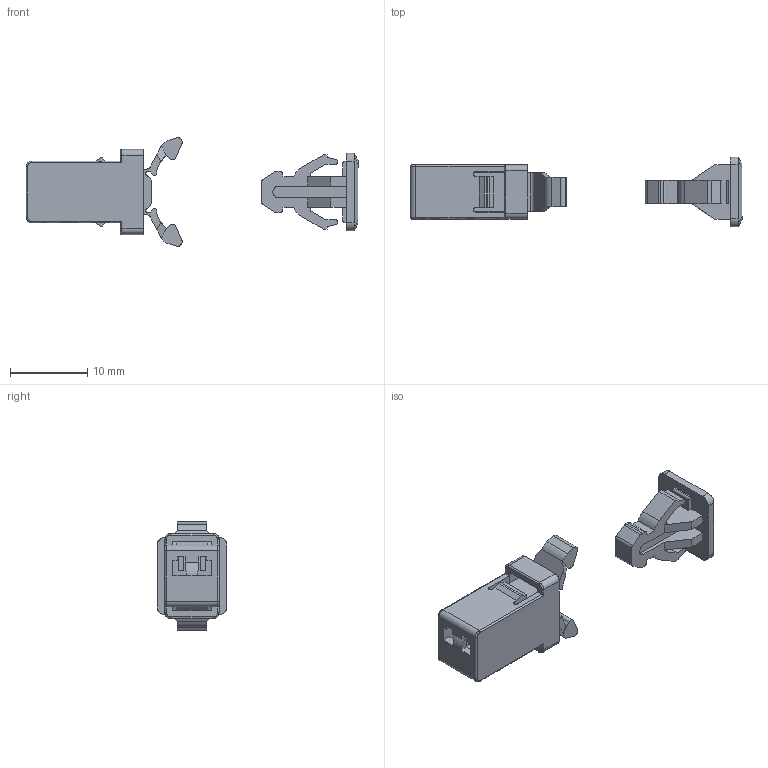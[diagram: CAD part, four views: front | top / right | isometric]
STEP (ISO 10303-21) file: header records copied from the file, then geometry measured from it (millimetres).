
FILE_DESCRIPTION((''),'2;1');
FILE_NAME('','2005-07-15T16:28:30',(''),(''),'','CADfix','');
FILE_SCHEMA(('AUTOMOTIVE_DESIGN'));
Length unit declared in the file: millimetre
Products named in the file (4): keeper; housing; arm; TL_304_2_8007_36
Assembly tree (3 placements, depth 2):
  TL_304_2_8007_36
    keeper
    housing
    arm
Bounding box: 42.93 x 9 x 14.05 mm (x, y, z)
Volume: 1062.7 mm3; surface area: 1900.3 mm2
Topology: 3 solids, 3 shells, 236 faces, 671 edges, 438 vertices
Faces by surface type: bspline 236
Entity records: 7141 total; most frequent: CARTESIAN_POINT 3194, ORIENTED_EDGE 1342, EDGE_CURVE 671, QUASI_UNIFORM_CURVE 511, VERTEX_POINT 438, EDGE_LOOP 241, FACE_OUTER_BOUND 236, ADVANCED_FACE 236
